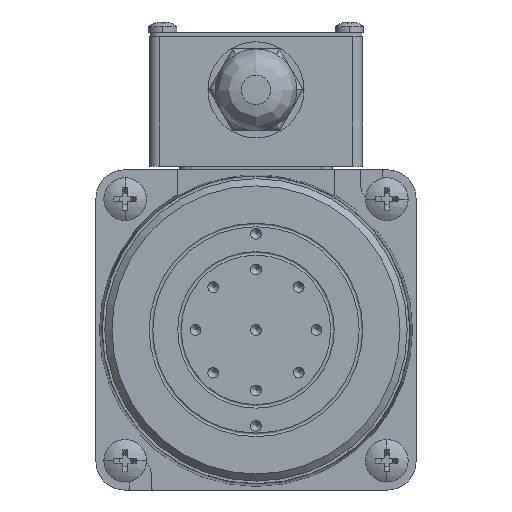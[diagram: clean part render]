
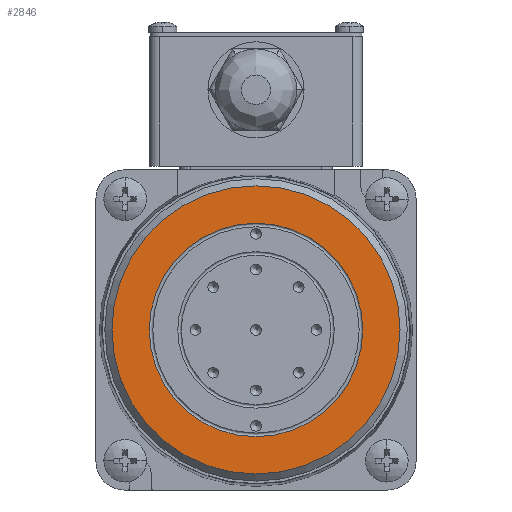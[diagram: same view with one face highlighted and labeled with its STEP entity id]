
A CAD part, left-side view. The second image highlights one B-rep face of the part: STEP entity #2846.
In plain terms, the highlighted planar face has unit normal (-1, 0, 0).
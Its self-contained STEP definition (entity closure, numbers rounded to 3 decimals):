
#1262=PLANE('',#30911);
#1610=FACE_BOUND('',#7179,.T.);
#2846=ADVANCED_FACE('',(#5322,#1610),#1262,.T.);
#5322=FACE_OUTER_BOUND('',#7178,.T.);
#7178=EDGE_LOOP('',(#16768));
#7179=EDGE_LOOP('',(#16769));
#16768=ORIENTED_EDGE('',*,*,#25001,.T.);
#16769=ORIENTED_EDGE('',*,*,#25000,.F.);
#21538=VERTEX_POINT('',#47867);
#21539=VERTEX_POINT('',#47870);
#25000=EDGE_CURVE('',#21538,#21538,#27848,.T.);
#25001=EDGE_CURVE('',#21539,#21539,#27849,.T.);
#27848=CIRCLE('',#30908,30.);
#27849=CIRCLE('',#30910,40.5);
#30908=AXIS2_PLACEMENT_3D('',#47866,#38158,#38159);
#30910=AXIS2_PLACEMENT_3D('',#47869,#38162,#38163);
#30911=AXIS2_PLACEMENT_3D('',#47871,#38164,#38165);
#38158=DIRECTION('',(-1.,0.,0.));
#38159=DIRECTION('',(0.,0.,1.));
#38162=DIRECTION('',(-1.,0.,0.));
#38163=DIRECTION('',(0.,0.,1.));
#38164=DIRECTION('',(-1.,0.,0.));
#38165=DIRECTION('',(0.,0.,1.));
#47866=CARTESIAN_POINT('',(2533.792,-775.157,0.));
#47867=CARTESIAN_POINT('',(2533.792,-775.157,30.));
#47869=CARTESIAN_POINT('',(2533.792,-775.157,0.));
#47870=CARTESIAN_POINT('',(2533.792,-775.157,40.5));
#47871=CARTESIAN_POINT('',(2533.792,-745.157,0.));
